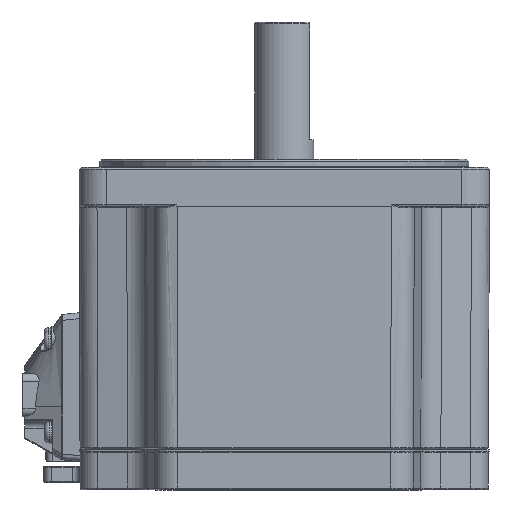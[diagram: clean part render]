
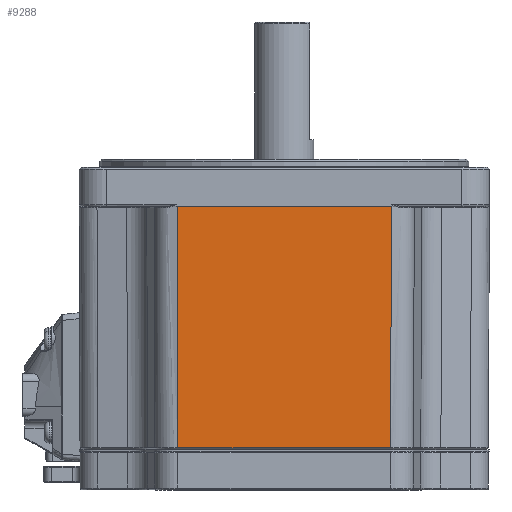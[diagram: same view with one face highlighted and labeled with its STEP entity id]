
A CAD part, left-side view. The second image highlights one B-rep face of the part: STEP entity #9288.
In plain terms, the highlighted face is planar.
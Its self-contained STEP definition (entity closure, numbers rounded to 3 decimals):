
#5585=CARTESIAN_POINT('',(-52.25,27.298,0.0));
#5586=VERTEX_POINT('',#5585);
#5600=CARTESIAN_POINT('',(-52.004,27.105,61.5));
#5601=VERTEX_POINT('',#5600);
#5602=CARTESIAN_POINT('',(-52.25,27.298,0.0));
#5603=DIRECTION('',(0.004,-0.003,1.));
#5604=VECTOR('',#5603,61.501);
#5605=LINE('',#5602,#5604);
#5606=EDGE_CURVE('',#5586,#5601,#5605,.T.);
#6624=CARTESIAN_POINT('',(-52.004,-27.105,61.5));
#6625=VERTEX_POINT('',#6624);
#6634=CARTESIAN_POINT('',(-52.25,-27.298,0.0));
#6635=VERTEX_POINT('',#6634);
#6636=CARTESIAN_POINT('',(-52.004,-27.105,61.5));
#6637=DIRECTION('',(-0.004,-0.003,-1.));
#6638=VECTOR('',#6637,61.501);
#6639=LINE('',#6636,#6638);
#6640=EDGE_CURVE('',#6625,#6635,#6639,.T.);
#8334=CARTESIAN_POINT('',(-52.25,-27.298,0.0));
#8335=DIRECTION('',(0.0,1.0,0.0));
#8336=VECTOR('',#8335,54.596);
#8337=LINE('',#8334,#8336);
#8338=EDGE_CURVE('',#6635,#5586,#8337,.T.);
#9017=CARTESIAN_POINT('',(-52.004,27.105,61.5));
#9018=CARTESIAN_POINT('',(-52.004,9.017,61.5));
#9019=CARTESIAN_POINT('',(-52.004,-9.017,61.5));
#9020=CARTESIAN_POINT('',(-52.004,-27.105,61.5));
#9021=B_SPLINE_CURVE_WITH_KNOTS('',3,(#9017,#9018,#9019,#9020),.UNSPECIFIED.,.F.,.U.,(4,4),(24.05,29.471),.UNSPECIFIED.);
#9022=EDGE_CURVE('',#5601,#6625,#9021,.T.);
#9277=CARTESIAN_POINT('',(-52.25,27.298,0.0));
#9278=DIRECTION('',(-1.,0.,0.004));
#9279=DIRECTION('',(0.004,0.0,1.));
#9280=AXIS2_PLACEMENT_3D('',#9277,#9278,#9279);
#9281=PLANE('',#9280);
#9282=ORIENTED_EDGE('',*,*,#9022,.F.);
#9283=ORIENTED_EDGE('',*,*,#5606,.F.);
#9284=ORIENTED_EDGE('',*,*,#8338,.F.);
#9285=ORIENTED_EDGE('',*,*,#6640,.F.);
#9286=EDGE_LOOP('',(#9282,#9283,#9284,#9285));
#9287=FACE_OUTER_BOUND('',#9286,.T.);
#9288=ADVANCED_FACE('',(#9287),#9281,.T.);
